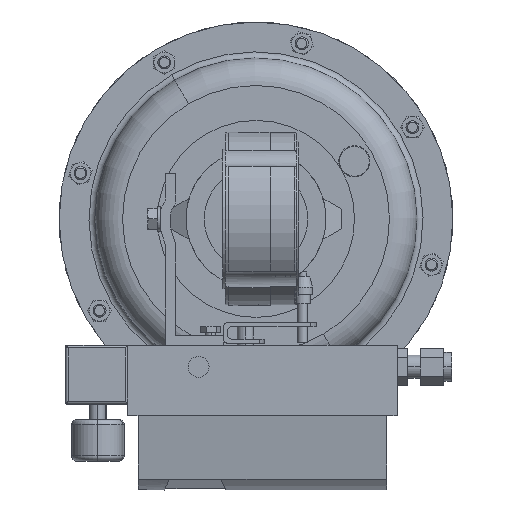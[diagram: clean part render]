
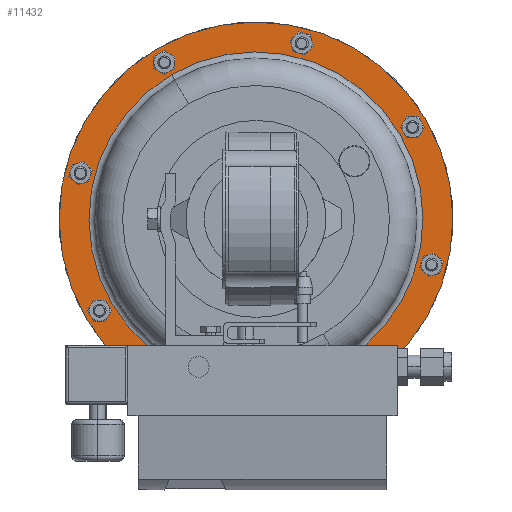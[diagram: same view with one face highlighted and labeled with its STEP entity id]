
A CAD part, front view. The second image highlights one B-rep face of the part: STEP entity #11432.
In plain terms, the highlighted planar face has unit normal (0, -1, 0).
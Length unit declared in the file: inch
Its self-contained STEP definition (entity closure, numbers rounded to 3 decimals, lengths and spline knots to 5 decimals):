
#114 = CARTESIAN_POINT ( 'NONE',  ( 2.0378, 9.0425, -3.47566 ) ) ;
#656 = CIRCLE ( 'NONE', #8330, 4.75 ) ;
#822 = EDGE_LOOP ( 'NONE', ( #17639, #20255 ) ) ;
#992 = DIRECTION ( 'NONE',  ( 0., 1., 0. ) ) ;
#1249 = DIRECTION ( 'NONE',  ( 0.506, 0., -0.863 ) ) ;
#2956 = CARTESIAN_POINT ( 'NONE',  ( -2.0378, 9.0425, 3.47566 ) ) ;
#3513 = CIRCLE ( 'NONE', #20798, 4.029 ) ;
#3594 = AXIS2_PLACEMENT_3D ( 'NONE', #14494, #992, #16747 ) ;
#4152 = AXIS2_PLACEMENT_3D ( 'NONE', #19481, #5977, #21737 ) ;
#5381 = VERTEX_POINT ( 'NONE', #2956 ) ;
#5694 = ORIENTED_EDGE ( 'NONE', *, *, #27851, .T. ) ;
#5977 = DIRECTION ( 'NONE',  ( 0., 1., 0. ) ) ;
#6009 = VERTEX_POINT ( 'NONE', #9806 ) ;
#6307 = CARTESIAN_POINT ( 'NONE',  ( 0., 9.0425, 0. ) ) ;
#7457 = DIRECTION ( 'NONE',  ( 0., 1., 0. ) ) ;
#7923 = CARTESIAN_POINT ( 'NONE',  ( 4.09764, 9.0425, 2.40247 ) ) ;
#8330 = AXIS2_PLACEMENT_3D ( 'NONE', #20932, #7457, #23183 ) ;
#8575 = DIRECTION ( 'NONE',  ( -0.506, 0., 0.863 ) ) ;
#9806 = CARTESIAN_POINT ( 'NONE',  ( 2.40247, 9.0425, -4.09764 ) ) ;
#10084 = PLANE ( 'NONE',  #15642 ) ;
#10314 = EDGE_LOOP ( 'NONE', ( #25749, #5694 ) ) ;
#11432 = ADVANCED_FACE ( 'NONE', ( #24434, #19159 ), #10084, .T. ) ;
#12598 = CIRCLE ( 'NONE', #4152, 4.75 ) ;
#14494 = CARTESIAN_POINT ( 'NONE',  ( 0., 9.0425, 0. ) ) ;
#14741 = DIRECTION ( 'NONE',  ( 0., -1., 0. ) ) ;
#14792 = EDGE_CURVE ( 'NONE', #6009, #26502, #656, .T. ) ;
#15422 = CIRCLE ( 'NONE', #3594, 4.029 ) ;
#15642 = AXIS2_PLACEMENT_3D ( 'NONE', #7923, #14741, #1249 ) ;
#16686 = VERTEX_POINT ( 'NONE', #114 ) ;
#16747 = DIRECTION ( 'NONE',  ( -0.506, 0., 0.863 ) ) ;
#17639 = ORIENTED_EDGE ( 'NONE', *, *, #27385, .F. ) ;
#19159 = FACE_OUTER_BOUND ( 'NONE', #822, .T. ) ;
#19169 = CARTESIAN_POINT ( 'NONE',  ( -2.40247, 9.0425, 4.09764 ) ) ;
#19481 = CARTESIAN_POINT ( 'NONE',  ( 0., 9.0425, 0. ) ) ;
#20255 = ORIENTED_EDGE ( 'NONE', *, *, #14792, .F. ) ;
#20798 = AXIS2_PLACEMENT_3D ( 'NONE', #6307, #22057, #8575 ) ;
#20932 = CARTESIAN_POINT ( 'NONE',  ( 0., 9.0425, 0. ) ) ;
#21737 = DIRECTION ( 'NONE',  ( -0.506, 0., 0.863 ) ) ;
#22057 = DIRECTION ( 'NONE',  ( 0., 1., 0. ) ) ;
#23183 = DIRECTION ( 'NONE',  ( -0.506, 0., 0.863 ) ) ;
#24434 = FACE_BOUND ( 'NONE', #10314, .T. ) ;
#25749 = ORIENTED_EDGE ( 'NONE', *, *, #25754, .T. ) ;
#25754 = EDGE_CURVE ( 'NONE', #5381, #16686, #3513, .T. ) ;
#26502 = VERTEX_POINT ( 'NONE', #19169 ) ;
#27385 = EDGE_CURVE ( 'NONE', #26502, #6009, #12598, .T. ) ;
#27851 = EDGE_CURVE ( 'NONE', #16686, #5381, #15422, .T. ) ;
